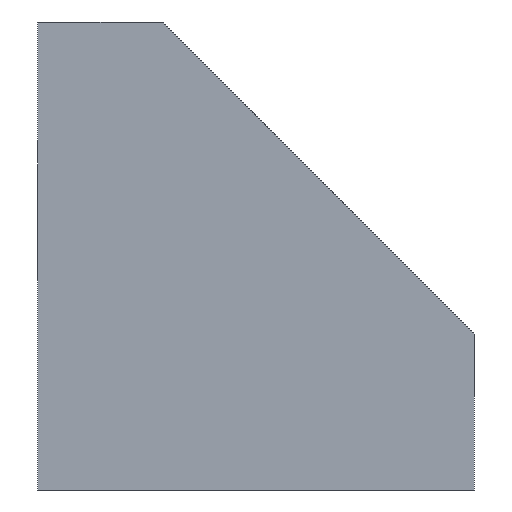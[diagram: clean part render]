
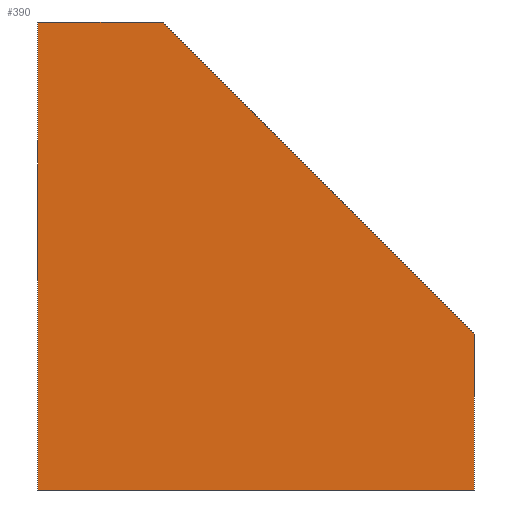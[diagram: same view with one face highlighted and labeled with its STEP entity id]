
A CAD part, left-side view. The second image highlights one B-rep face of the part: STEP entity #390.
In plain terms, the highlighted planar face has unit normal (-1, 0, 0).
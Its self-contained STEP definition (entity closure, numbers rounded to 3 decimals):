
#67=FACE_OUTER_BOUND('',#94,.T.);
#94=EDGE_LOOP('',(#346,#347,#348,#349,#350));
#100=LINE('',#554,#137);
#107=LINE('',#568,#144);
#131=LINE('',#643,#168);
#133=LINE('',#648,#170);
#136=LINE('',#653,#173);
#137=VECTOR('',#445,10.);
#144=VECTOR('',#456,10.);
#168=VECTOR('',#536,10.);
#170=VECTOR('',#540,10.);
#173=VECTOR('',#547,10.);
#174=VERTEX_POINT('',#552);
#175=VERTEX_POINT('',#553);
#180=VERTEX_POINT('',#567);
#203=VERTEX_POINT('',#641);
#205=VERTEX_POINT('',#646);
#206=EDGE_CURVE('',#174,#175,#100,.T.);
#213=EDGE_CURVE('',#180,#175,#107,.T.);
#251=EDGE_CURVE('',#203,#174,#131,.T.);
#253=EDGE_CURVE('',#205,#203,#133,.T.);
#256=EDGE_CURVE('',#205,#180,#136,.T.);
#346=ORIENTED_EDGE('',*,*,#206,.F.);
#347=ORIENTED_EDGE('',*,*,#251,.F.);
#348=ORIENTED_EDGE('',*,*,#253,.F.);
#349=ORIENTED_EDGE('',*,*,#256,.T.);
#350=ORIENTED_EDGE('',*,*,#213,.T.);
#369=PLANE('',#439);
#390=ADVANCED_FACE('',(#67),#369,.T.);
#439=AXIS2_PLACEMENT_3D('',#652,#545,#546);
#445=DIRECTION('',(0.,-0.707,-0.707));
#456=DIRECTION('',(0.,0.,1.));
#536=DIRECTION('',(0.,-1.,0.));
#540=DIRECTION('',(0.,0.,1.));
#545=DIRECTION('center_axis',(-1.,0.,0.));
#546=DIRECTION('ref_axis',(0.,-1.,0.));
#547=DIRECTION('',(0.,-1.,0.));
#552=CARTESIAN_POINT('',(0.,50.,75.));
#553=CARTESIAN_POINT('',(0.,0.,25.));
#554=CARTESIAN_POINT('',(0.,23.75,48.75));
#567=CARTESIAN_POINT('',(0.,0.,0.));
#568=CARTESIAN_POINT('',(0.,0.,0.));
#641=CARTESIAN_POINT('',(0.,70.,75.));
#643=CARTESIAN_POINT('',(0.,70.,75.));
#646=CARTESIAN_POINT('',(0.,70.,0.));
#648=CARTESIAN_POINT('',(0.,70.,0.));
#652=CARTESIAN_POINT('Origin',(0.,70.,0.));
#653=CARTESIAN_POINT('',(0.,70.,0.));
